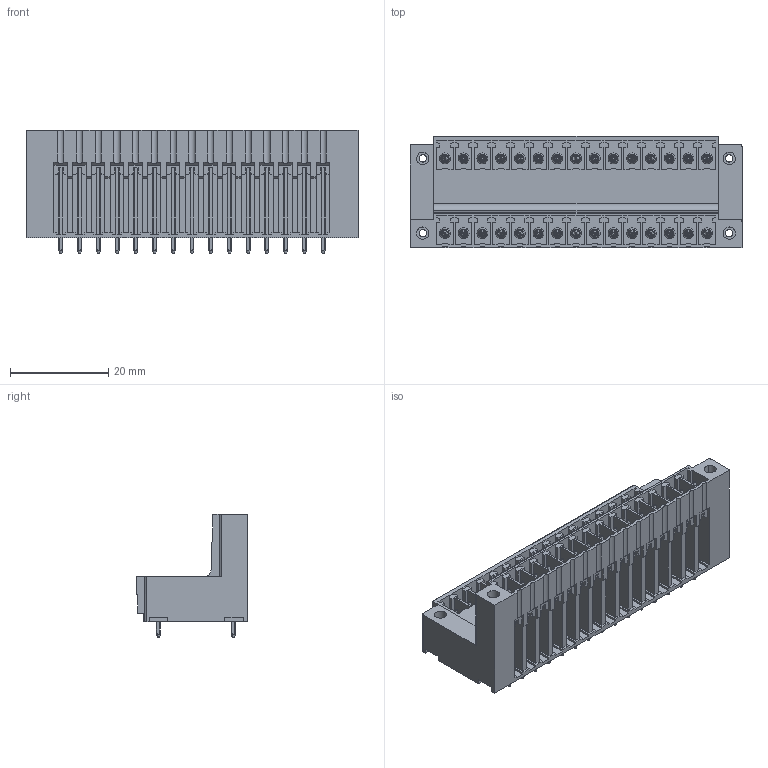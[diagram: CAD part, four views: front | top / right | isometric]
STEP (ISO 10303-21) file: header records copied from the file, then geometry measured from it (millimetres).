
FILE_DESCRIPTION(('CATIA V5 STEP Exchange','CAx-IF Rec.Pracs.--- Model Styling and Organization---1.2---2011-12-15'),'2;1');
FILE_NAME ('D1447358_0', '2018-10-13T11:27:06+00:00', ('none'), ('Weidmueller'), 'CATIA Version 5-6 Release 2014', 'CATIA V5 STEP AP214', 'none');
FILE_SCHEMA(('AUTOMOTIVE_DESIGN { 1 0 10303 214 1 1 1 1 }'));
Products named in the file (1): 1036090000
Bounding box: 67.54 x 22.7 x 25.1 mm (x, y, z)
Volume: 13436.4 mm3; surface area: 15262.5 mm2
Topology: 31 solids, 31 shells, 1792 faces, 4965 edges, 3303 vertices
Faces by surface type: plane 1166, cylinder 382, cone 184, torus 60
Entity records: 58165 total; most frequent: CARTESIAN_POINT 17160, ORIENTED_EDGE 9930, DIRECTION 6004, EDGE_CURVE 4965, VECTOR 3460, LINE 3460, VERTEX_POINT 3303, EDGE_LOOP 1958
